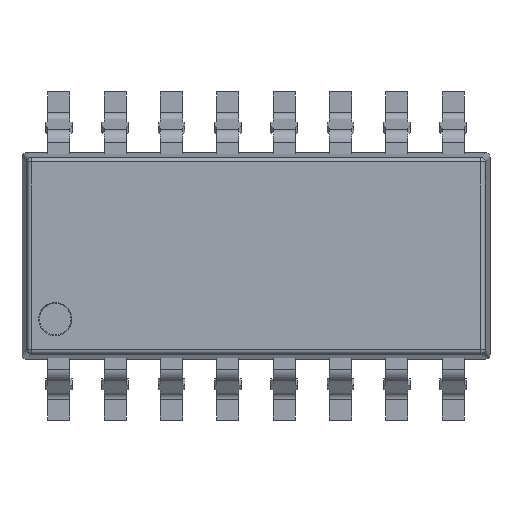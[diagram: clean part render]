
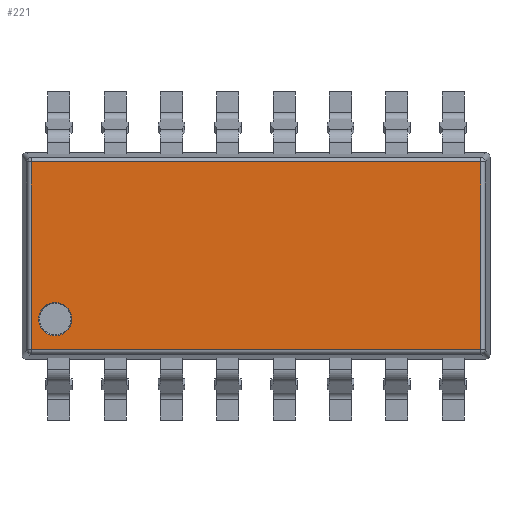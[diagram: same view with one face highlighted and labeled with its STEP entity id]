
A CAD part, top view. The second image highlights one B-rep face of the part: STEP entity #221.
In plain terms, the highlighted planar face has unit normal (0, 0, 1).
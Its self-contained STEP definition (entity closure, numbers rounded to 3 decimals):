
#221=ADVANCED_FACE('',(#5283,#5285),#5287,.T.);
#5283=FACE_BOUND('',#5284,.T.);
#5284=EDGE_LOOP('',(#9075,#9076,#9077,#9078));
#5285=FACE_BOUND('',#5286,.T.);
#5286=EDGE_LOOP('',(#9079));
#5287=PLANE('',#5288);
#5288=AXIS2_PLACEMENT_3D('',#5289,#5290,#5291);
#5289=CARTESIAN_POINT('',(0.,0.,2.1));
#5290=DIRECTION('',(0.,0.,1.));
#5291=DIRECTION('',(1.,0.,0.));
#9075=ORIENTED_EDGE('',*,*,#11447,.T.);
#9076=ORIENTED_EDGE('',*,*,#11448,.T.);
#9077=ORIENTED_EDGE('',*,*,#11449,.T.);
#9078=ORIENTED_EDGE('',*,*,#11450,.T.);
#9079=ORIENTED_EDGE('',*,*,#11451,.T.);
#11447=EDGE_CURVE('',#12665,#12666,#12667,.T.);
#11448=EDGE_CURVE('',#12666,#12668,#12669,.T.);
#11449=EDGE_CURVE('',#12668,#12670,#12671,.T.);
#11450=EDGE_CURVE('',#12670,#12665,#12672,.T.);
#11451=EDGE_CURVE('',#12673,#12673,#12674,.F.);
#12665=VERTEX_POINT('',#14685);
#12666=VERTEX_POINT('',#14686);
#12667=LINE('',#14687,#14688);
#12668=VERTEX_POINT('',#14690);
#12669=LINE('',#14691,#14692);
#12670=VERTEX_POINT('',#14694);
#12671=LINE('',#14695,#14696);
#12672=LINE('',#14698,#14699);
#12673=VERTEX_POINT('',#14701);
#12674=CIRCLE('',#14702,0.375);
#14685=CARTESIAN_POINT('',(9.513,5.318,2.1));
#14686=CARTESIAN_POINT('',(-0.623,5.318,2.1));
#14687=CARTESIAN_POINT('',(9.513,5.318,2.1));
#14688=VECTOR('',#14689,1.);
#14689=DIRECTION('',(-1.,0.,0.));
#14690=CARTESIAN_POINT('',(-0.623,1.082,2.1));
#14691=CARTESIAN_POINT('',(-0.623,5.318,2.1));
#14692=VECTOR('',#14693,1.);
#14693=DIRECTION('',(0.,-1.,0.));
#14694=CARTESIAN_POINT('',(9.513,1.082,2.1));
#14695=CARTESIAN_POINT('',(-0.623,1.082,2.1));
#14696=VECTOR('',#14697,1.);
#14697=DIRECTION('',(1.,0.,0.));
#14698=CARTESIAN_POINT('',(9.513,1.082,2.1));
#14699=VECTOR('',#14700,1.);
#14700=DIRECTION('',(0.,1.,0.));
#14701=CARTESIAN_POINT('',(0.295,1.775,2.1));
#14702=AXIS2_PLACEMENT_3D('',#14703,#14704,#14705);
#14703=CARTESIAN_POINT('',(-0.08,1.775,2.1));
#14704=DIRECTION('',(0.,0.,1.));
#14705=DIRECTION('',(1.,0.,0.));
